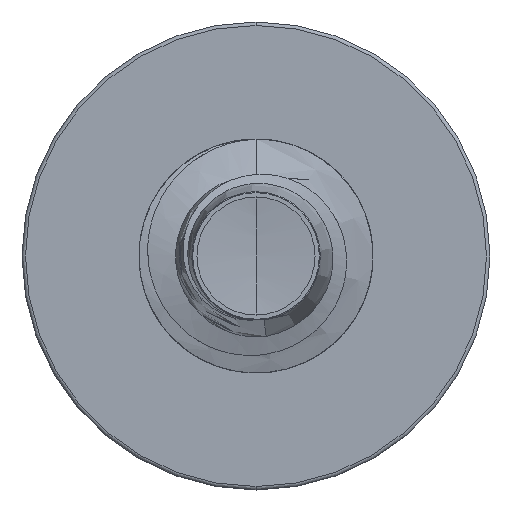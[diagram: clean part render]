
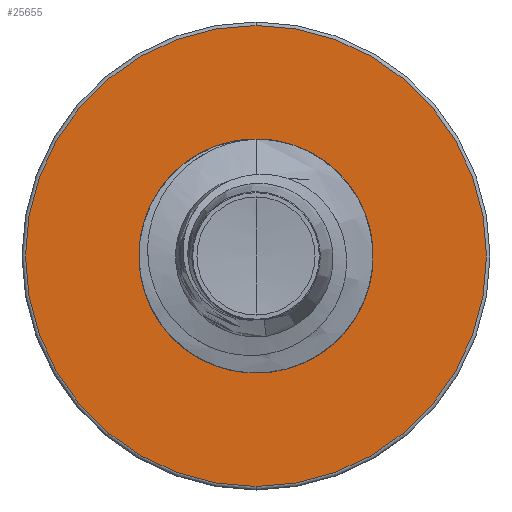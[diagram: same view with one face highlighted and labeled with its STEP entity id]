
A CAD part, front view. The second image highlights one B-rep face of the part: STEP entity #25655.
In plain terms, the highlighted planar face has unit normal (0, -1, 0).
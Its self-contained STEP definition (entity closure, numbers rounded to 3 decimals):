
#188 = EDGE_CURVE ( 'NONE', #8613, #2878, #25324, .T. ) ;
#2690 = AXIS2_PLACEMENT_3D ( 'NONE', #24119, #21839, #21837 ) ;
#2878 = VERTEX_POINT ( 'NONE', #19065 ) ;
#3414 = CIRCLE ( 'NONE', #18398, 1.722 ) ;
#3754 = FACE_OUTER_BOUND ( 'NONE', #8291, .T. ) ;
#3870 = ORIENTED_EDGE ( 'NONE', *, *, #21125, .F. ) ;
#4285 = CARTESIAN_POINT ( 'NONE',  ( 0., 17.5, 1.722 ) ) ;
#4467 = DIRECTION ( 'NONE',  ( 0., 0., 1. ) ) ;
#4507 = DIRECTION ( 'NONE',  ( 0., 1., 0. ) ) ;
#4541 = CARTESIAN_POINT ( 'NONE',  ( 0., 17.5, 0. ) ) ;
#6388 = CARTESIAN_POINT ( 'NONE',  ( 0., 17.5, -1.722 ) ) ;
#6391 = CIRCLE ( 'NONE', #10405, 3.448 ) ;
#7150 = VERTEX_POINT ( 'NONE', #8006 ) ;
#7195 = AXIS2_PLACEMENT_3D ( 'NONE', #6388, #13984, #26213 ) ;
#7284 = ORIENTED_EDGE ( 'NONE', *, *, #23252, .T. ) ;
#8006 = CARTESIAN_POINT ( 'NONE',  ( 0., 17.5, -3.447 ) ) ;
#8291 = EDGE_LOOP ( 'NONE', ( #3870, #25854 ) ) ;
#8613 = VERTEX_POINT ( 'NONE', #4285 ) ;
#9274 = CARTESIAN_POINT ( 'NONE',  ( 0., 17.5, 3.448 ) ) ;
#10288 = EDGE_LOOP ( 'NONE', ( #13165, #7284 ) ) ;
#10405 = AXIS2_PLACEMENT_3D ( 'NONE', #21665, #21659, #21617 ) ;
#13165 = ORIENTED_EDGE ( 'NONE', *, *, #188, .T. ) ;
#13984 = DIRECTION ( 'NONE',  ( 0., 1., 0. ) ) ;
#17922 = PLANE ( 'NONE',  #7195 ) ;
#18398 = AXIS2_PLACEMENT_3D ( 'NONE', #25302, #25299, #25285 ) ;
#19065 = CARTESIAN_POINT ( 'NONE',  ( 0., 17.5, -1.722 ) ) ;
#21125 = EDGE_CURVE ( 'NONE', #24218, #7150, #24033, .T. ) ;
#21223 = FACE_BOUND ( 'NONE', #10288, .T. ) ;
#21617 = DIRECTION ( 'NONE',  ( 0., 0., 1. ) ) ;
#21659 = DIRECTION ( 'NONE',  ( 0., 1., 0. ) ) ;
#21665 = CARTESIAN_POINT ( 'NONE',  ( 0., 17.5, 0. ) ) ;
#21837 = DIRECTION ( 'NONE',  ( 0., 0., 1. ) ) ;
#21839 = DIRECTION ( 'NONE',  ( 0., 1., 0. ) ) ;
#23252 = EDGE_CURVE ( 'NONE', #2878, #8613, #3414, .T. ) ;
#23476 = EDGE_CURVE ( 'NONE', #7150, #24218, #6391, .T. ) ;
#24033 = CIRCLE ( 'NONE', #26940, 3.448 ) ;
#24119 = CARTESIAN_POINT ( 'NONE',  ( 0., 17.5, 0. ) ) ;
#24218 = VERTEX_POINT ( 'NONE', #9274 ) ;
#25285 = DIRECTION ( 'NONE',  ( 0., 0., 1. ) ) ;
#25299 = DIRECTION ( 'NONE',  ( 0., 1., 0. ) ) ;
#25302 = CARTESIAN_POINT ( 'NONE',  ( 0., 17.5, 0. ) ) ;
#25324 = CIRCLE ( 'NONE', #2690, 1.722 ) ;
#25655 = ADVANCED_FACE ( 'NONE', ( #3754, #21223 ), #17922, .F. ) ;
#25854 = ORIENTED_EDGE ( 'NONE', *, *, #23476, .F. ) ;
#26213 = DIRECTION ( 'NONE',  ( 0., 0., 1. ) ) ;
#26940 = AXIS2_PLACEMENT_3D ( 'NONE', #4541, #4507, #4467 ) ;
